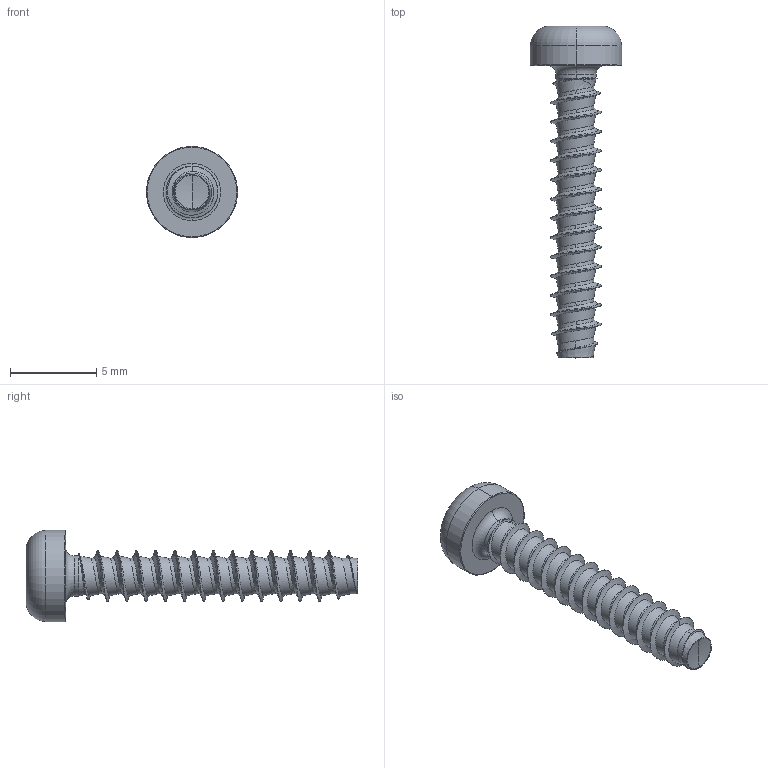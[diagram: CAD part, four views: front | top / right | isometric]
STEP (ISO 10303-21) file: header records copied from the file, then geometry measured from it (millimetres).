
FILE_DESCRIPTION (( 'STEP AP203' ), '1' );
FILE_NAME ('STP420300170.STEP', '2019-05-15T19:39:49', ( '' ), ( '' ), 'SwSTEP 2.0', 'SolidWorks 2015', '' );
FILE_SCHEMA (( 'CONFIG_CONTROL_DESIGN' ));
Length unit declared in the file: millimetre
Products named in the file (2): STP420300170
Bounding box: 5.3 x 19.3 x 5.3 mm (x, y, z)
Volume: 109.5 mm3; surface area: 270.6 mm2
Topology: 1 solids, 1 shells, 116 faces, 287 edges, 175 vertices
Faces by surface type: cylinder 55, bspline 35, torus 10, cone 9, sphere 4, plane 3
Entity records: 20950 total; most frequent: CARTESIAN_POINT 18457, ORIENTED_EDGE 574, DIRECTION 378, EDGE_CURVE 287, VERTEX_POINT 175, AXIS2_PLACEMENT_3D 155, EDGE_LOOP 118, B_SPLINE_CURVE_WITH_KNOTS 118
